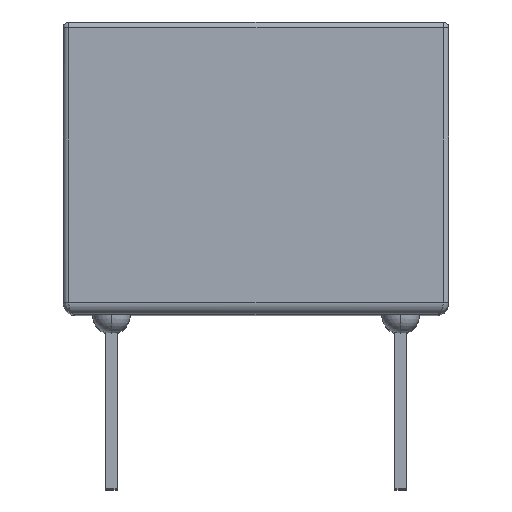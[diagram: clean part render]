
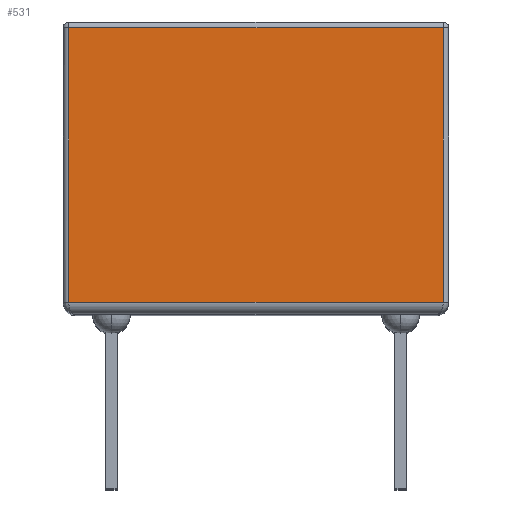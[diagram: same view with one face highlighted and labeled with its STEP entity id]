
A CAD part, top view. The second image highlights one B-rep face of the part: STEP entity #531.
In plain terms, the highlighted planar face has unit normal (0, 0, 1).
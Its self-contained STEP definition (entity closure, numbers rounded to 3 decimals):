
#18 = CARTESIAN_POINT ( 'NONE',  ( -4.93, 3.7, 10.16 ) ) ;
#75 = AXIS2_PLACEMENT_3D ( 'NONE', #1467, #1022, #776 ) ;
#230 = VERTEX_POINT ( 'NONE', #2101 ) ;
#281 = ORIENTED_EDGE ( 'NONE', *, *, #1967, .T. ) ;
#440 = CARTESIAN_POINT ( 'NONE',  ( 4.93, 3.7, 10.16 ) ) ;
#492 = PLANE ( 'NONE',  #75 ) ;
#531 = ADVANCED_FACE ( 'NONE', ( #1853 ), #492, .T. ) ;
#617 = VECTOR ( 'NONE', #1325, 1000. ) ;
#669 = ORIENTED_EDGE ( 'NONE', *, *, #1363, .T. ) ;
#776 = DIRECTION ( 'NONE',  ( 1., 0., 0. ) ) ;
#889 = EDGE_CURVE ( 'NONE', #1900, #951, #2713, .T. ) ;
#902 = CARTESIAN_POINT ( 'NONE',  ( -4.93, -3.54, 10.16 ) ) ;
#944 = EDGE_LOOP ( 'NONE', ( #669, #281, #1375, #1951 ) ) ;
#951 = VERTEX_POINT ( 'NONE', #2453 ) ;
#1022 = DIRECTION ( 'NONE',  ( 0., 0., 1. ) ) ;
#1293 = VERTEX_POINT ( 'NONE', #440 ) ;
#1325 = DIRECTION ( 'NONE',  ( 0., -1., 0. ) ) ;
#1337 = VECTOR ( 'NONE', #2486, 1000. ) ;
#1341 = VECTOR ( 'NONE', #2664, 1000. ) ;
#1363 = EDGE_CURVE ( 'NONE', #951, #1293, #2589, .T. ) ;
#1375 = ORIENTED_EDGE ( 'NONE', *, *, #2423, .T. ) ;
#1461 = LINE ( 'NONE', #18, #617 ) ;
#1467 = CARTESIAN_POINT ( 'NONE',  ( 5.08, 3.85, 10.16 ) ) ;
#1500 = CARTESIAN_POINT ( 'NONE',  ( 4.93, -3.54, 10.16 ) ) ;
#1561 = CARTESIAN_POINT ( 'NONE',  ( 4.93, 3.7, 10.16 ) ) ;
#1736 = DIRECTION ( 'NONE',  ( 0., 1., 0. ) ) ;
#1813 = VECTOR ( 'NONE', #1736, 1000. ) ;
#1835 = CARTESIAN_POINT ( 'NONE',  ( -4.93, -3.54, 10.16 ) ) ;
#1853 = FACE_OUTER_BOUND ( 'NONE', #944, .T. ) ;
#1900 = VERTEX_POINT ( 'NONE', #902 ) ;
#1951 = ORIENTED_EDGE ( 'NONE', *, *, #889, .T. ) ;
#1967 = EDGE_CURVE ( 'NONE', #1293, #230, #1987, .T. ) ;
#1987 = LINE ( 'NONE', #1561, #1341 ) ;
#2101 = CARTESIAN_POINT ( 'NONE',  ( -4.93, 3.7, 10.16 ) ) ;
#2423 = EDGE_CURVE ( 'NONE', #230, #1900, #1461, .T. ) ;
#2453 = CARTESIAN_POINT ( 'NONE',  ( 4.93, -3.54, 10.16 ) ) ;
#2486 = DIRECTION ( 'NONE',  ( 1., 0., 0. ) ) ;
#2589 = LINE ( 'NONE', #1500, #1813 ) ;
#2664 = DIRECTION ( 'NONE',  ( -1., 0., 0. ) ) ;
#2713 = LINE ( 'NONE', #1835, #1337 ) ;
